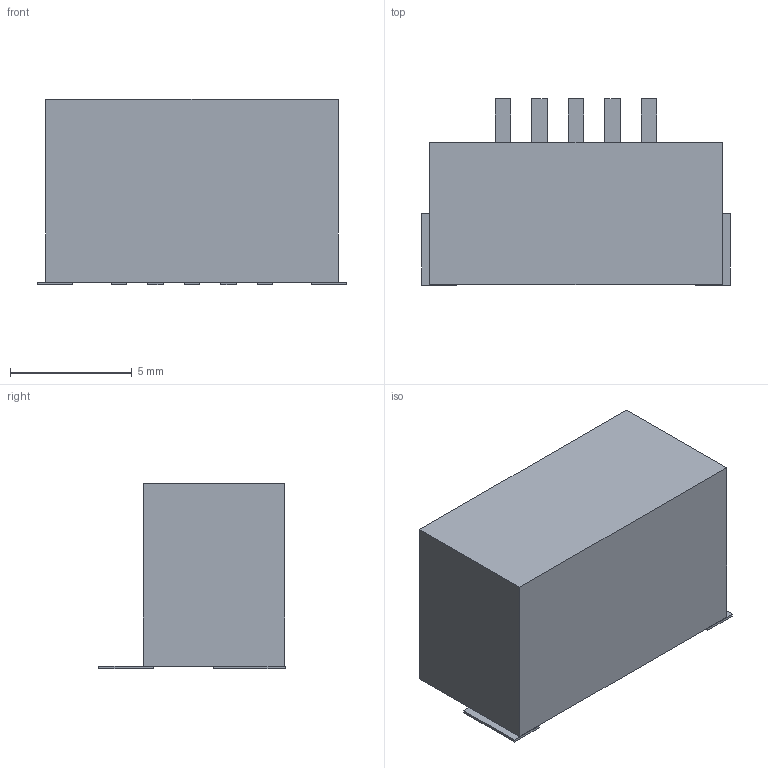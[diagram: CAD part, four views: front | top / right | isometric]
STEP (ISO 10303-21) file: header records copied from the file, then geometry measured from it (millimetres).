
FILE_DESCRIPTION(('FreeCAD Model'),'2;1');
FILE_NAME('367983.1.1.stp','2020-04-08T16:11:40',( 'Author'),(''),'Open CASCADE STEP processor 6.9','FreeCAD','Unknown' );
FILE_SCHEMA(('AUTOMOTIVE_DESIGN { 1 0 10303 214 1 1 1 1 }'));
Length unit declared in the file: millimetre
Products named in the file (3): ASSEMBLY; Body; Pins
Assembly tree (2 placements, depth 2):
  ASSEMBLY
    Body
    Pins
Bounding box: 12.64 x 7.64 x 7.6 mm (x, y, z)
Volume: 523.6 mm3; surface area: 442.1 mm2
Topology: 8 solids, 8 shells, 48 faces, 96 edges, 64 vertices
Faces by surface type: plane 48
Entity records: 2576 total; most frequent: CARTESIAN_POINT 403, DIRECTION 390, LINE 288, VECTOR 288, ORIENTED_EDGE 192, PCURVE 192, DEFINITIONAL_REPRESENTATION 192, EDGE_CURVE 96
